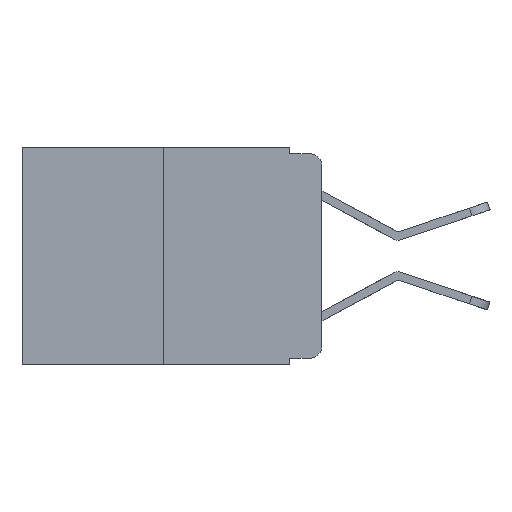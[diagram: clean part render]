
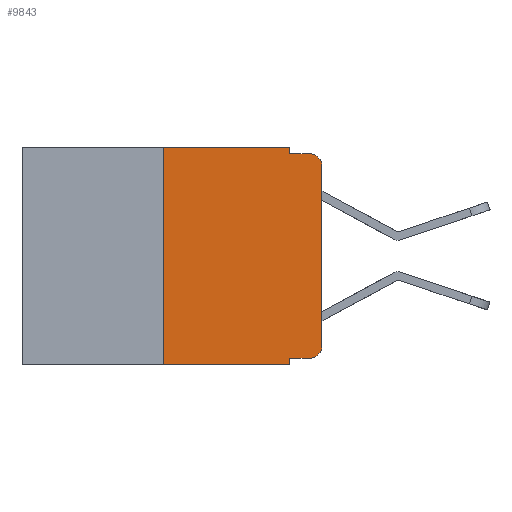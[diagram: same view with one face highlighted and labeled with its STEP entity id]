
A CAD part, left-side view. The second image highlights one B-rep face of the part: STEP entity #9843.
In plain terms, the highlighted planar face has unit normal (-1, 0, 0).
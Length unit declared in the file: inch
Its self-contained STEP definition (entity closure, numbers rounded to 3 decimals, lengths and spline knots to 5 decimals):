
#719 = LINE ( 'NONE', #9367, #4576 ) ;
#1398 = VECTOR ( 'NONE', #15241, 39.37008 ) ;
#1614 = VERTEX_POINT ( 'NONE', #2760 ) ;
#1651 = CARTESIAN_POINT ( 'NONE',  ( 0., 0.051, 0. ) ) ;
#1672 = VECTOR ( 'NONE', #1737, 39.37008 ) ;
#1731 = DIRECTION ( 'NONE',  ( -1., 0., 0. ) ) ;
#1737 = DIRECTION ( 'NONE',  ( 0., -1., 0. ) ) ;
#2281 = CARTESIAN_POINT ( 'NONE',  ( 0., 0., -0.313 ) ) ;
#2560 = LINE ( 'NONE', #4867, #17660 ) ;
#2651 = CARTESIAN_POINT ( 'NONE',  ( 0., 0.051, -0.343 ) ) ;
#2760 = CARTESIAN_POINT ( 'NONE',  ( 0., 0.051, -0.01 ) ) ;
#3036 = ORIENTED_EDGE ( 'NONE', *, *, #8451, .F. ) ;
#3095 = CARTESIAN_POINT ( 'NONE',  ( 0., 0.473, 0. ) ) ;
#3692 = DIRECTION ( 'NONE',  ( 0., -1., 0. ) ) ;
#3989 = VERTEX_POINT ( 'NONE', #10499 ) ;
#4492 = PLANE ( 'NONE',  #7433 ) ;
#4552 = DIRECTION ( 'NONE',  ( 0., 0., -1. ) ) ;
#4576 = VECTOR ( 'NONE', #17420, 39.37008 ) ;
#4671 = EDGE_CURVE ( 'NONE', #8113, #17480, #13643, .T. ) ;
#4822 = ORIENTED_EDGE ( 'NONE', *, *, #17506, .T. ) ;
#4867 = CARTESIAN_POINT ( 'NONE',  ( 0., 0.051, 0. ) ) ;
#5151 = VECTOR ( 'NONE', #5724, 39.37008 ) ;
#5626 = CARTESIAN_POINT ( 'NONE',  ( 0., 0.473, -0.343 ) ) ;
#5634 = VERTEX_POINT ( 'NONE', #2651 ) ;
#5677 = LINE ( 'NONE', #5626, #1398 ) ;
#5724 = DIRECTION ( 'NONE',  ( 0., 0., 1. ) ) ;
#6521 = DIRECTION ( 'NONE',  ( -1., 0., 0. ) ) ;
#6594 = EDGE_CURVE ( 'NONE', #16620, #8113, #11817, .T. ) ;
#6623 = ORIENTED_EDGE ( 'NONE', *, *, #15748, .T. ) ;
#6710 = CARTESIAN_POINT ( 'NONE',  ( 0., 0.25, 0. ) ) ;
#7067 = ORIENTED_EDGE ( 'NONE', *, *, #14849, .F. ) ;
#7184 = DIRECTION ( 'NONE',  ( 0., 0., -1. ) ) ;
#7201 = LINE ( 'NONE', #11218, #10883 ) ;
#7312 = ORIENTED_EDGE ( 'NONE', *, *, #4671, .T. ) ;
#7424 = EDGE_CURVE ( 'NONE', #16371, #5634, #5677, .T. ) ;
#7433 = AXIS2_PLACEMENT_3D ( 'NONE', #3095, #12890, #4552 ) ;
#8113 = VERTEX_POINT ( 'NONE', #12638 ) ;
#8131 = CIRCLE ( 'NONE', #13477, 0.02 ) ;
#8451 = EDGE_CURVE ( 'NONE', #16620, #5634, #7201, .T. ) ;
#8599 = ORIENTED_EDGE ( 'NONE', *, *, #6594, .T. ) ;
#8682 = EDGE_LOOP ( 'NONE', ( #4822, #6623, #7067, #10754, #11624, #16020, #17256, #3036, #8599, #7312 ) ) ;
#8895 = VERTEX_POINT ( 'NONE', #6710 ) ;
#8900 = LINE ( 'NONE', #12632, #5151 ) ;
#9367 = CARTESIAN_POINT ( 'NONE',  ( 0., 0.473, 0. ) ) ;
#9843 = ADVANCED_FACE ( 'NONE', ( #13830 ), #4492, .F. ) ;
#10119 = LINE ( 'NONE', #15105, #16817 ) ;
#10235 = CARTESIAN_POINT ( 'NONE',  ( 0., 0.02, -0.313 ) ) ;
#10335 = EDGE_CURVE ( 'NONE', #16371, #8895, #8900, .T. ) ;
#10499 = CARTESIAN_POINT ( 'NONE',  ( 0., 0.02, -0.01 ) ) ;
#10754 = ORIENTED_EDGE ( 'NONE', *, *, #13057, .F. ) ;
#10883 = VECTOR ( 'NONE', #16590, 39.37008 ) ;
#11218 = CARTESIAN_POINT ( 'NONE',  ( 0., 0.051, 0. ) ) ;
#11623 = CARTESIAN_POINT ( 'NONE',  ( 0., 0.051, -0.01 ) ) ;
#11624 = ORIENTED_EDGE ( 'NONE', *, *, #16423, .F. ) ;
#11787 = VERTEX_POINT ( 'NONE', #15791 ) ;
#11817 = LINE ( 'NONE', #13454, #12657 ) ;
#12632 = CARTESIAN_POINT ( 'NONE',  ( 0., 0.25, 0. ) ) ;
#12638 = CARTESIAN_POINT ( 'NONE',  ( 0., 0.02, -0.333 ) ) ;
#12652 = AXIS2_PLACEMENT_3D ( 'NONE', #10235, #1731, #7184 ) ;
#12657 = VECTOR ( 'NONE', #3692, 39.37008 ) ;
#12890 = DIRECTION ( 'NONE',  ( 1., 0., 0. ) ) ;
#13057 = EDGE_CURVE ( 'NONE', #17202, #1614, #2560, .T. ) ;
#13367 = CARTESIAN_POINT ( 'NONE',  ( 0., 0.25, -0.343 ) ) ;
#13454 = CARTESIAN_POINT ( 'NONE',  ( 0., 0.051, -0.333 ) ) ;
#13477 = AXIS2_PLACEMENT_3D ( 'NONE', #14722, #6521, #16064 ) ;
#13643 = CIRCLE ( 'NONE', #12652, 0.02 ) ;
#13830 = FACE_OUTER_BOUND ( 'NONE', #8682, .T. ) ;
#14191 = CARTESIAN_POINT ( 'NONE',  ( 0., 0.051, -0.333 ) ) ;
#14722 = CARTESIAN_POINT ( 'NONE',  ( 0., 0.02, -0.03 ) ) ;
#14849 = EDGE_CURVE ( 'NONE', #1614, #3989, #16417, .T. ) ;
#15105 = CARTESIAN_POINT ( 'NONE',  ( 0., 0., 0. ) ) ;
#15241 = DIRECTION ( 'NONE',  ( 0., -1., 0. ) ) ;
#15748 = EDGE_CURVE ( 'NONE', #11787, #3989, #8131, .T. ) ;
#15758 = DIRECTION ( 'NONE',  ( 0., 0., -1. ) ) ;
#15791 = CARTESIAN_POINT ( 'NONE',  ( 0., 0., -0.03 ) ) ;
#16020 = ORIENTED_EDGE ( 'NONE', *, *, #10335, .F. ) ;
#16064 = DIRECTION ( 'NONE',  ( 0., 0., -1. ) ) ;
#16371 = VERTEX_POINT ( 'NONE', #13367 ) ;
#16417 = LINE ( 'NONE', #11623, #1672 ) ;
#16423 = EDGE_CURVE ( 'NONE', #8895, #17202, #719, .T. ) ;
#16436 = DIRECTION ( 'NONE',  ( 0., 0., 1. ) ) ;
#16590 = DIRECTION ( 'NONE',  ( 0., 0., -1. ) ) ;
#16620 = VERTEX_POINT ( 'NONE', #14191 ) ;
#16817 = VECTOR ( 'NONE', #16436, 39.37008 ) ;
#17202 = VERTEX_POINT ( 'NONE', #1651 ) ;
#17256 = ORIENTED_EDGE ( 'NONE', *, *, #7424, .T. ) ;
#17420 = DIRECTION ( 'NONE',  ( 0., -1., 0. ) ) ;
#17480 = VERTEX_POINT ( 'NONE', #2281 ) ;
#17506 = EDGE_CURVE ( 'NONE', #17480, #11787, #10119, .T. ) ;
#17660 = VECTOR ( 'NONE', #15758, 39.37008 ) ;
